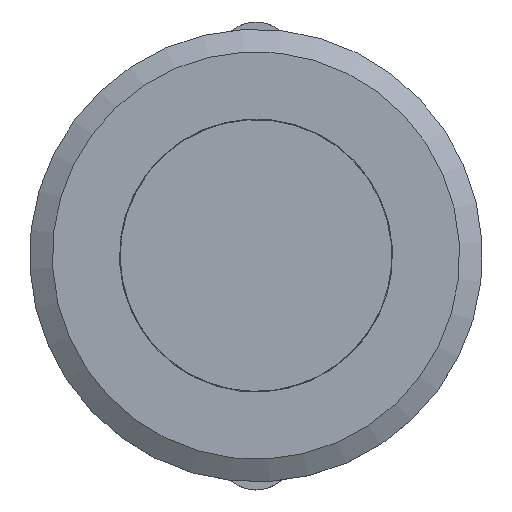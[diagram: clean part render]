
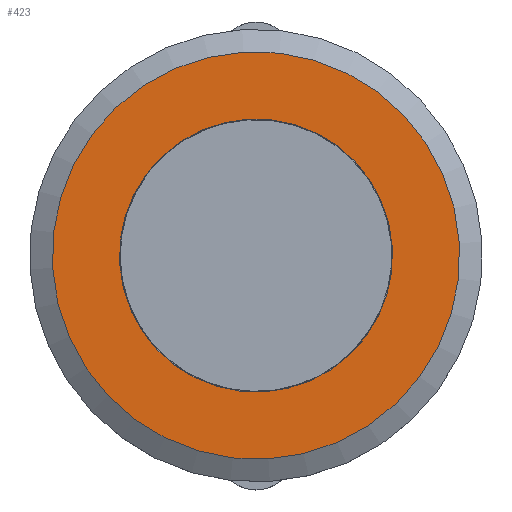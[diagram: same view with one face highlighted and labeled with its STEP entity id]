
A CAD part, top view. The second image highlights one B-rep face of the part: STEP entity #423.
In plain terms, the highlighted planar face has unit normal (0, 0, 1).
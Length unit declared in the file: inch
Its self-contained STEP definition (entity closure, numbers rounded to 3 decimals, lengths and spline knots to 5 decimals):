
#396=CARTESIAN_POINT('',(-0.81016,0.1651,1.19488));
#397=DIRECTION('',(0.0,0.0,1.0));
#398=DIRECTION('',(1.0,0.0,0.0));
#399=AXIS2_PLACEMENT_3D('',#396,#397,#398);
#400=PLANE('',#399);
#401=CARTESIAN_POINT('',(0.4433,0.29321,1.19488));
#402=VERTEX_POINT('',#401);
#403=CARTESIAN_POINT('',(0.,0.,1.19488));
#404=DIRECTION('',(0.0,0.0,-1.0));
#405=DIRECTION('',(0.834,0.552,0.0));
#406=AXIS2_PLACEMENT_3D('',#403,#404,#405);
#407=CIRCLE('',#406,0.5315);
#408=EDGE_CURVE('',#402,#402,#407,.T.);
#409=ORIENTED_EDGE('',*,*,#408,.F.);
#410=EDGE_LOOP('',(#409));
#411=FACE_OUTER_BOUND('',#410,.T.);
#412=CARTESIAN_POINT('',(0.29718,0.19656,1.19488));
#413=VERTEX_POINT('',#412);
#414=CARTESIAN_POINT('',(0.,0.,1.19488));
#415=DIRECTION('',(0.0,0.0,-1.0));
#416=DIRECTION('',(0.834,0.552,0.0));
#417=AXIS2_PLACEMENT_3D('',#414,#415,#416);
#418=CIRCLE('',#417,0.3563);
#419=EDGE_CURVE('',#413,#413,#418,.T.);
#420=ORIENTED_EDGE('',*,*,#419,.T.);
#421=EDGE_LOOP('',(#420));
#422=FACE_BOUND('',#421,.T.);
#423=ADVANCED_FACE('',(#411,#422),#400,.T.);
